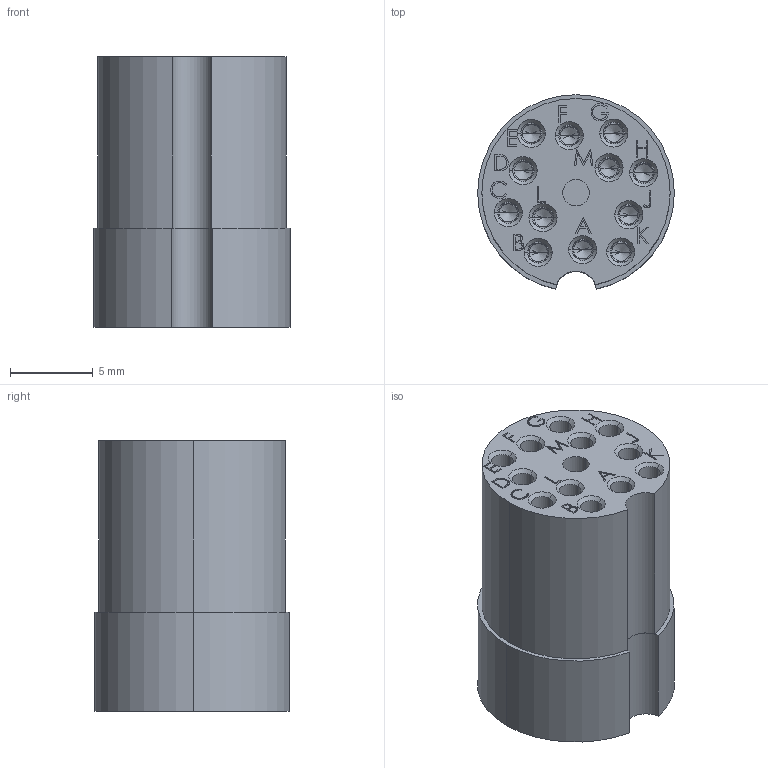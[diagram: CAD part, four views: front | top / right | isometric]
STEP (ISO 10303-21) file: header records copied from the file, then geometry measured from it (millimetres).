
FILE_DESCRIPTION (( 'STEP AP214' ), '1' );
FILE_NAME ('220-CON12.STEP', '2023-01-04T11:01:26', ( '' ), ( '' ), 'SwSTEP 2.0', 'SolidWorks 2017', '' );
FILE_SCHEMA (( 'AUTOMOTIVE_DESIGN' ));
Length unit declared in the file: millimetre
Products named in the file (6): Spannstift ISO 8752 - 1 x 8 - St_Spring Pin ISO 8752 - 1 x 8 - St; 9220-CM12-CON2-A_Mit-Spannstifft-Bohrung; ISO 2009 - M2 x 12 --- 12N_ISO 2009 - M2 x 12 --- 12N; 9220-PINF-A; 220-CON12; 9220-CM12-CON1_Mit-Spannstifft-Bohrung
Assembly tree (16 placements, depth 2):
  220-CON12
    9220-CM12-CON2-A_Mit-Spannstifft-Bohrung
    9220-CM12-CON1_Mit-Spannstifft-Bohrung
    9220-PINF-A  x12
    ISO 2009 - M2 x 12 --- 12N_ISO 2009 - M2 x 12 --- 12N
    Spannstift ISO 8752 - 1 x 8 - St_Spring Pin ISO 8752 - 1 x 8 - St
Bounding box: 11.9 x 11.77 x 16.4 mm (x, y, z)
Volume: 1409.6 mm3; surface area: 3542.7 mm2
Topology: 16 solids, 16 shells, 871 faces, 2239 edges, 1416 vertices
Faces by surface type: plane 354, cylinder 266, cone 171, bspline 78, torus 2
Entity records: 22320 total; most frequent: CARTESIAN_POINT 8190, ORIENTED_EDGE 2914, DIRECTION 2682, EDGE_CURVE 1457, VERTEX_POINT 943, VECTOR 932, LINE 932, AXIS2_PLACEMENT_3D 875
